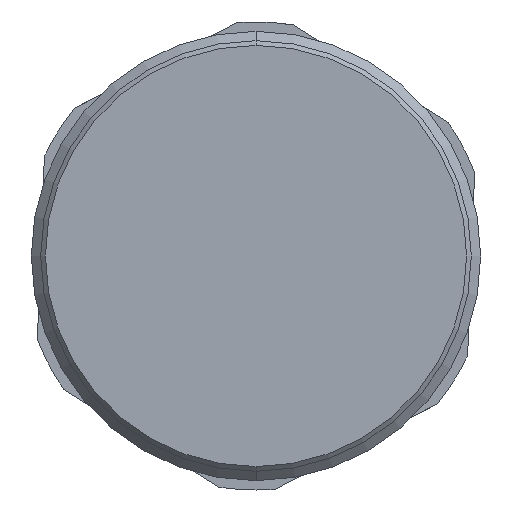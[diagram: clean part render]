
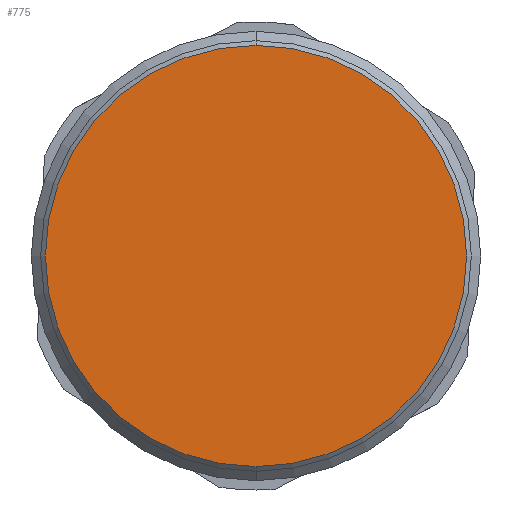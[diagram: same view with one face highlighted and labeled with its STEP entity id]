
A CAD part, front view. The second image highlights one B-rep face of the part: STEP entity #775.
In plain terms, the highlighted planar face has unit normal (0, -1, 0).
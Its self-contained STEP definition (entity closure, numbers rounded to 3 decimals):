
#63 = FACE_OUTER_BOUND ( 'NONE', #350, .T. ) ;
#110 = AXIS2_PLACEMENT_3D ( 'NONE', #1081, #1080, #1079 ) ;
#132 = AXIS2_PLACEMENT_3D ( 'NONE', #959, #955, #954 ) ;
#229 = CARTESIAN_POINT ( 'NONE',  ( 0., 0., 22.5 ) ) ;
#274 = VERTEX_POINT ( 'NONE', #229 ) ;
#296 = VERTEX_POINT ( 'NONE', #1380 ) ;
#350 = EDGE_LOOP ( 'NONE', ( #451, #445 ) ) ;
#445 = ORIENTED_EDGE ( 'NONE', *, *, #815, .T. ) ;
#451 = ORIENTED_EDGE ( 'NONE', *, *, #701, .T. ) ;
#646 = CIRCLE ( 'NONE', #132, 22.5 ) ;
#691 = CIRCLE ( 'NONE', #1423, 22.5 ) ;
#701 = EDGE_CURVE ( 'NONE', #274, #296, #691, .T. ) ;
#775 = ADVANCED_FACE ( 'NONE', ( #63 ), #1082, .F. ) ;
#815 = EDGE_CURVE ( 'NONE', #296, #274, #646, .T. ) ;
#954 = DIRECTION ( 'NONE',  ( 0., 0., 1. ) ) ;
#955 = DIRECTION ( 'NONE',  ( 0., -1., 0. ) ) ;
#959 = CARTESIAN_POINT ( 'NONE',  ( 0., 0., 0. ) ) ;
#1079 = DIRECTION ( 'NONE',  ( 0., 0., 1. ) ) ;
#1080 = DIRECTION ( 'NONE',  ( 0., 1., 0. ) ) ;
#1081 = CARTESIAN_POINT ( 'NONE',  ( 0., 0., 0. ) ) ;
#1082 = PLANE ( 'NONE',  #110 ) ;
#1327 = DIRECTION ( 'NONE',  ( 0., 0., 1. ) ) ;
#1328 = DIRECTION ( 'NONE',  ( 0., -1., 0. ) ) ;
#1332 = CARTESIAN_POINT ( 'NONE',  ( 0., 0., 0. ) ) ;
#1380 = CARTESIAN_POINT ( 'NONE',  ( 0., 0., -22.5 ) ) ;
#1423 = AXIS2_PLACEMENT_3D ( 'NONE', #1332, #1328, #1327 ) ;
